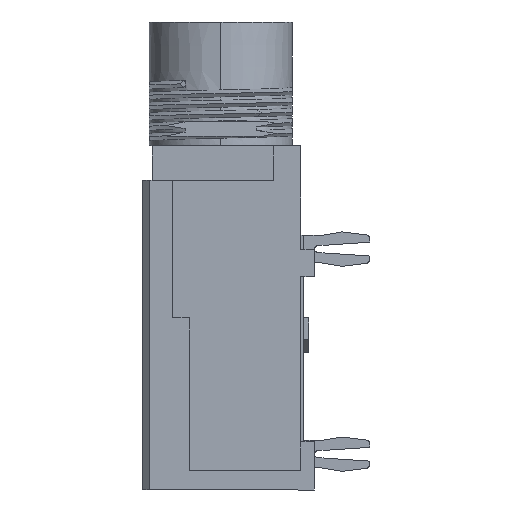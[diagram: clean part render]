
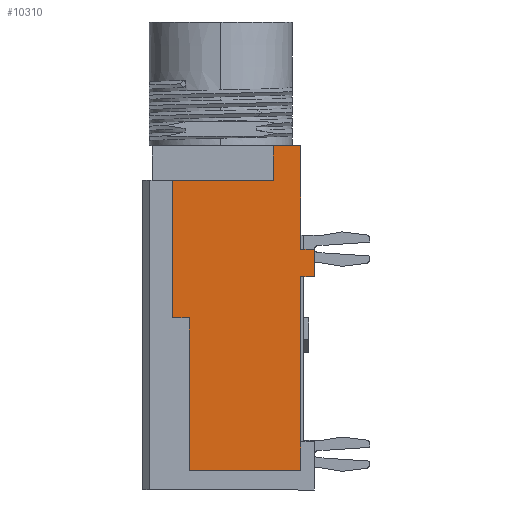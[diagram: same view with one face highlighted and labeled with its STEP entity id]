
A CAD part, left-side view. The second image highlights one B-rep face of the part: STEP entity #10310.
In plain terms, the highlighted planar face has unit normal (-1, 0, 0).
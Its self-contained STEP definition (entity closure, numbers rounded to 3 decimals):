
#101 = VERTEX_POINT ( 'NONE', #13078 ) ;
#108 = EDGE_CURVE ( 'NONE', #11410, #7276, #3311, .T. ) ;
#124 = CARTESIAN_POINT ( 'NONE',  ( -4.2, -16.419, 10.383 ) ) ;
#145 = CARTESIAN_POINT ( 'NONE',  ( -4.2, -11.416, 2.883 ) ) ;
#252 = CARTESIAN_POINT ( 'NONE',  ( -4.2, -12.622, 10.855 ) ) ;
#388 = LINE ( 'NONE', #13423, #8412 ) ;
#679 = ORIENTED_EDGE ( 'NONE', *, *, #14044, .T. ) ;
#717 = VERTEX_POINT ( 'NONE', #5651 ) ;
#876 = DIRECTION ( 'NONE',  ( 0., 0., 1. ) ) ;
#916 = ORIENTED_EDGE ( 'NONE', *, *, #1167, .F. ) ;
#1123 = CARTESIAN_POINT ( 'NONE',  ( -4.2, -11.416, -13.217 ) ) ;
#1166 = ORIENTED_EDGE ( 'NONE', *, *, #7848, .F. ) ;
#1167 = EDGE_CURVE ( 'NONE', #7276, #717, #9043, .T. ) ;
#1256 = CARTESIAN_POINT ( 'NONE',  ( -4.2, -11.416, -13.217 ) ) ;
#1392 = VECTOR ( 'NONE', #876, 1000. ) ;
#1396 = CARTESIAN_POINT ( 'NONE',  ( -4.2, -3.316, -1.417 ) ) ;
#1402 = VECTOR ( 'NONE', #7767, 1000. ) ;
#1471 = CARTESIAN_POINT ( 'NONE',  ( -4.2, -12.416, -1.417 ) ) ;
#1497 = CARTESIAN_POINT ( 'NONE',  ( -4.2, -7.266, -13.217 ) ) ;
#1508 = CARTESIAN_POINT ( 'NONE',  ( -4.2, -9.416, -11.117 ) ) ;
#1607 = DIRECTION ( 'NONE',  ( 0., 0., -1. ) ) ;
#1701 = CARTESIAN_POINT ( 'NONE',  ( -4.2, -11.416, 0. ) ) ;
#1820 = VECTOR ( 'NONE', #1607, 1000. ) ;
#2037 = CARTESIAN_POINT ( 'NONE',  ( -4.2, -9.416, 7.883 ) ) ;
#2289 = EDGE_CURVE ( 'NONE', #7207, #4418, #13284, .T. ) ;
#2379 = DIRECTION ( 'NONE',  ( 0., 1., 0. ) ) ;
#2667 = ORIENTED_EDGE ( 'NONE', *, *, #4362, .T. ) ;
#2669 = ORIENTED_EDGE ( 'NONE', *, *, #3946, .F. ) ;
#2696 = VERTEX_POINT ( 'NONE', #2037 ) ;
#3311 = LINE ( 'NONE', #1256, #12523 ) ;
#3455 = VERTEX_POINT ( 'NONE', #145 ) ;
#3698 = EDGE_CURVE ( 'NONE', #6889, #13416, #11172, .T. ) ;
#3931 = CARTESIAN_POINT ( 'NONE',  ( -4.2, -11.416, 0. ) ) ;
#3946 = EDGE_CURVE ( 'NONE', #8094, #12808, #4694, .T. ) ;
#4058 = ORIENTED_EDGE ( 'NONE', *, *, #3698, .T. ) ;
#4284 = VECTOR ( 'NONE', #5705, 1000. ) ;
#4362 = EDGE_CURVE ( 'NONE', #3455, #6889, #5936, .T. ) ;
#4398 = CARTESIAN_POINT ( 'NONE',  ( -4.2, -11.416, 10.383 ) ) ;
#4418 = VERTEX_POINT ( 'NONE', #11538 ) ;
#4694 = LINE ( 'NONE', #8188, #7697 ) ;
#4756 = LINE ( 'NONE', #1701, #13204 ) ;
#4776 = LINE ( 'NONE', #13473, #1402 ) ;
#4849 = DIRECTION ( 'NONE',  ( 0., 0., -1. ) ) ;
#5266 = VECTOR ( 'NONE', #4849, 1000. ) ;
#5337 = EDGE_CURVE ( 'NONE', #717, #8094, #12283, .T. ) ;
#5450 = ORIENTED_EDGE ( 'NONE', *, *, #10649, .F. ) ;
#5651 = CARTESIAN_POINT ( 'NONE',  ( -4.2, -3.316, -13.217 ) ) ;
#5678 = DIRECTION ( 'NONE',  ( 0., 0., -1. ) ) ;
#5705 = DIRECTION ( 'NONE',  ( 0., 1., 0. ) ) ;
#5880 = DIRECTION ( 'NONE',  ( 0., -1., 0. ) ) ;
#5911 = DIRECTION ( 'NONE',  ( 0., 1., 0. ) ) ;
#5936 = LINE ( 'NONE', #3931, #12006 ) ;
#5958 = CARTESIAN_POINT ( 'NONE',  ( -4.2, -7.266, 0.883 ) ) ;
#5962 = EDGE_LOOP ( 'NONE', ( #9515, #2667, #4058, #679, #11841, #5450, #2669, #7327, #916, #13995, #7234, #6052, #1166 ) ) ;
#6052 = ORIENTED_EDGE ( 'NONE', *, *, #2289, .F. ) ;
#6889 = VERTEX_POINT ( 'NONE', #4398 ) ;
#7098 = DIRECTION ( 'NONE',  ( 0., 1., 0. ) ) ;
#7207 = VERTEX_POINT ( 'NONE', #11671 ) ;
#7234 = ORIENTED_EDGE ( 'NONE', *, *, #12594, .T. ) ;
#7276 = VERTEX_POINT ( 'NONE', #1123 ) ;
#7327 = ORIENTED_EDGE ( 'NONE', *, *, #5337, .F. ) ;
#7570 = LINE ( 'NONE', #9772, #1392 ) ;
#7697 = VECTOR ( 'NONE', #13465, 1000. ) ;
#7724 = PLANE ( 'NONE',  #11155 ) ;
#7767 = DIRECTION ( 'NONE',  ( 0., -1., 0. ) ) ;
#7848 = EDGE_CURVE ( 'NONE', #101, #7207, #11135, .T. ) ;
#7866 = EDGE_CURVE ( 'NONE', #10129, #2696, #388, .T. ) ;
#8094 = VERTEX_POINT ( 'NONE', #9526 ) ;
#8162 = CARTESIAN_POINT ( 'NONE',  ( -4.2, -11.416, -11.117 ) ) ;
#8188 = CARTESIAN_POINT ( 'NONE',  ( -4.2, -7.266, -2.117 ) ) ;
#8412 = VECTOR ( 'NONE', #5880, 1000. ) ;
#9043 = LINE ( 'NONE', #1497, #10252 ) ;
#9083 = VECTOR ( 'NONE', #9924, 1000. ) ;
#9515 = ORIENTED_EDGE ( 'NONE', *, *, #12552, .F. ) ;
#9526 = CARTESIAN_POINT ( 'NONE',  ( -4.2, -3.316, -2.117 ) ) ;
#9772 = CARTESIAN_POINT ( 'NONE',  ( -4.2, -2.116, -1.417 ) ) ;
#9924 = DIRECTION ( 'NONE',  ( 0., 0., 1. ) ) ;
#9986 = VECTOR ( 'NONE', #7098, 1000. ) ;
#10129 = VERTEX_POINT ( 'NONE', #11229 ) ;
#10160 = FACE_OUTER_BOUND ( 'NONE', #5962, .T. ) ;
#10252 = VECTOR ( 'NONE', #5911, 1000. ) ;
#10310 = ADVANCED_FACE ( 'NONE', ( #10160 ), #7724, .T. ) ;
#10346 = DIRECTION ( 'NONE',  ( 0., 0., 1. ) ) ;
#10649 = EDGE_CURVE ( 'NONE', #12808, #10129, #7570, .T. ) ;
#11135 = LINE ( 'NONE', #1471, #1820 ) ;
#11155 = AXIS2_PLACEMENT_3D ( 'NONE', #252, #13209, #2379 ) ;
#11172 = LINE ( 'NONE', #124, #4284 ) ;
#11229 = CARTESIAN_POINT ( 'NONE',  ( -4.2, -2.116, 7.883 ) ) ;
#11410 = VERTEX_POINT ( 'NONE', #8162 ) ;
#11538 = CARTESIAN_POINT ( 'NONE',  ( -4.2, -11.416, 0.883 ) ) ;
#11581 = DIRECTION ( 'NONE',  ( 0., 0., 1. ) ) ;
#11671 = CARTESIAN_POINT ( 'NONE',  ( -4.2, -12.416, 0.883 ) ) ;
#11841 = ORIENTED_EDGE ( 'NONE', *, *, #7866, .F. ) ;
#12006 = VECTOR ( 'NONE', #10346, 1000. ) ;
#12283 = LINE ( 'NONE', #1396, #9083 ) ;
#12517 = CARTESIAN_POINT ( 'NONE',  ( -4.2, -9.416, 10.383 ) ) ;
#12523 = VECTOR ( 'NONE', #5678, 1000. ) ;
#12552 = EDGE_CURVE ( 'NONE', #3455, #101, #4776, .T. ) ;
#12594 = EDGE_CURVE ( 'NONE', #11410, #4418, #4756, .T. ) ;
#12808 = VERTEX_POINT ( 'NONE', #13607 ) ;
#13078 = CARTESIAN_POINT ( 'NONE',  ( -4.2, -12.416, 2.883 ) ) ;
#13204 = VECTOR ( 'NONE', #11581, 1000. ) ;
#13209 = DIRECTION ( 'NONE',  ( -1., 0., 0. ) ) ;
#13284 = LINE ( 'NONE', #5958, #9986 ) ;
#13416 = VERTEX_POINT ( 'NONE', #12517 ) ;
#13423 = CARTESIAN_POINT ( 'NONE',  ( -4.2, -7.266, 7.883 ) ) ;
#13465 = DIRECTION ( 'NONE',  ( 0., 1., 0. ) ) ;
#13473 = CARTESIAN_POINT ( 'NONE',  ( -4.2, -7.266, 2.883 ) ) ;
#13602 = LINE ( 'NONE', #1508, #5266 ) ;
#13607 = CARTESIAN_POINT ( 'NONE',  ( -4.2, -2.116, -2.117 ) ) ;
#13995 = ORIENTED_EDGE ( 'NONE', *, *, #108, .F. ) ;
#14044 = EDGE_CURVE ( 'NONE', #13416, #2696, #13602, .T. ) ;
